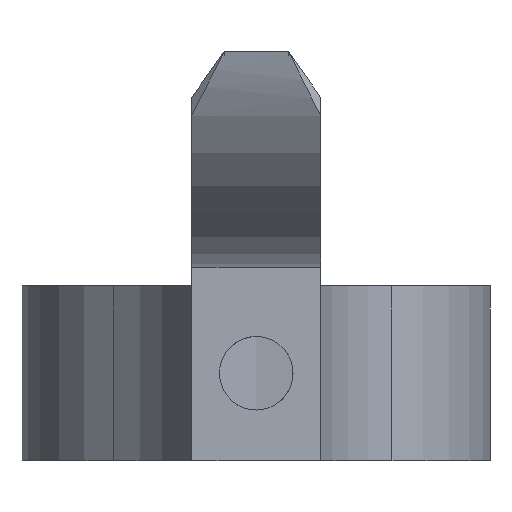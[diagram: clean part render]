
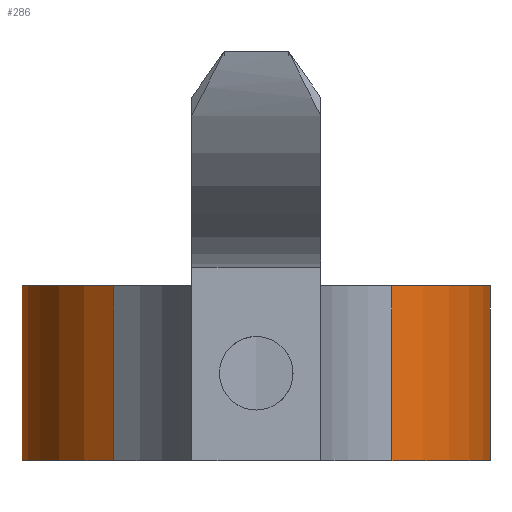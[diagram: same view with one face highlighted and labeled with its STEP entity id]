
A CAD part, front view. The second image highlights one B-rep face of the part: STEP entity #286.
In plain terms, the highlighted cylindrical face has radius 12.75 mm (diameter 25.5 mm), a partial arc.
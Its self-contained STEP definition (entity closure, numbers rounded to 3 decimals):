
#41=FACE_OUTER_BOUND('',#58,.T.);
#58=EDGE_LOOP('',(#249,#250,#251,#252));
#84=LINE('',#528,#103);
#85=LINE('',#535,#104);
#103=VECTOR('',#394,10.);
#104=VECTOR('',#403,10.);
#118=CIRCLE('',#329,12.75);
#119=CIRCLE('',#330,12.75);
#143=VERTEX_POINT('',#525);
#144=VERTEX_POINT('',#527);
#145=VERTEX_POINT('',#531);
#146=VERTEX_POINT('',#533);
#180=EDGE_CURVE('',#143,#144,#84,.T.);
#184=EDGE_CURVE('',#145,#146,#85,.T.);
#185=EDGE_CURVE('',#143,#145,#118,.T.);
#186=EDGE_CURVE('',#144,#146,#119,.T.);
#249=ORIENTED_EDGE('',*,*,#185,.T.);
#250=ORIENTED_EDGE('',*,*,#184,.T.);
#251=ORIENTED_EDGE('',*,*,#186,.F.);
#252=ORIENTED_EDGE('',*,*,#180,.F.);
#273=CYLINDRICAL_SURFACE('',#328,12.75);
#286=ADVANCED_FACE('',(#41),#273,.T.);
#328=AXIS2_PLACEMENT_3D('',#536,#404,#405);
#329=AXIS2_PLACEMENT_3D('',#537,#406,#407);
#330=AXIS2_PLACEMENT_3D('',#538,#408,#409);
#394=DIRECTION('',(0.,0.,1.));
#403=DIRECTION('',(0.,0.,1.));
#404=DIRECTION('center_axis',(0.,0.,1.));
#405=DIRECTION('ref_axis',(0.018,1.,0.));
#406=DIRECTION('center_axis',(0.,0.,1.));
#407=DIRECTION('ref_axis',(1.,0.,0.));
#408=DIRECTION('center_axis',(0.,0.,1.));
#409=DIRECTION('ref_axis',(1.,0.,0.));
#525=CARTESIAN_POINT('',(7.379,-10.398,0.));
#527=CARTESIAN_POINT('',(7.379,-10.398,9.5));
#528=CARTESIAN_POINT('',(7.379,-10.398,0.));
#531=CARTESIAN_POINT('',(-7.741,-10.131,0.));
#533=CARTESIAN_POINT('',(-7.741,-10.131,9.5));
#535=CARTESIAN_POINT('',(-7.741,-10.131,0.));
#536=CARTESIAN_POINT('Origin',(0.,0.,0.));
#537=CARTESIAN_POINT('Origin',(0.,0.,0.));
#538=CARTESIAN_POINT('Origin',(0.,0.,9.5));
